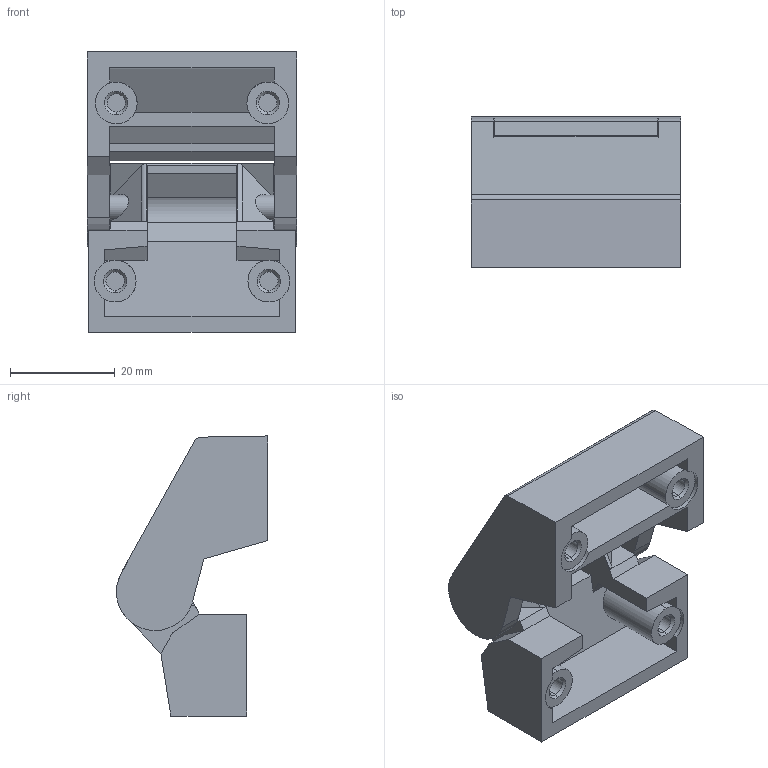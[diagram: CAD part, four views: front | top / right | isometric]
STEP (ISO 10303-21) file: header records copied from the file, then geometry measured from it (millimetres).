
FILE_DESCRIPTION(('STEP AP242'),'1');
FILE_NAME('nsybe27g.stp','2021-09-28T15:55:38',('TraceParts'),('TraceParts S.A.'),'Spatial InterOp 3D',' ',' ');
FILE_SCHEMA(('AP242_MANAGED_MODEL_BASED_3D_ENGINEERING_MIM_LF {1 0 10303 442 1 1 4}'));
Length unit declared in the file: millimetre
Products named in the file (1): nsybe27g_1
Bounding box: 40 x 28.9 x 53.55 mm (x, y, z)
Volume: 19963.5 mm3; surface area: 13340.9 mm2
Topology: 2 solids, 2 shells, 126 faces, 334 edges, 213 vertices
Faces by surface type: plane 73, cylinder 41, cone 8, sphere 4
Entity records: 4057 total; most frequent: CARTESIAN_POINT 895, ORIENTED_EDGE 660, DIRECTION 649, EDGE_CURVE 330, LINE 221, VECTOR 221, AXIS2_PLACEMENT_3D 214, VERTEX_POINT 213
